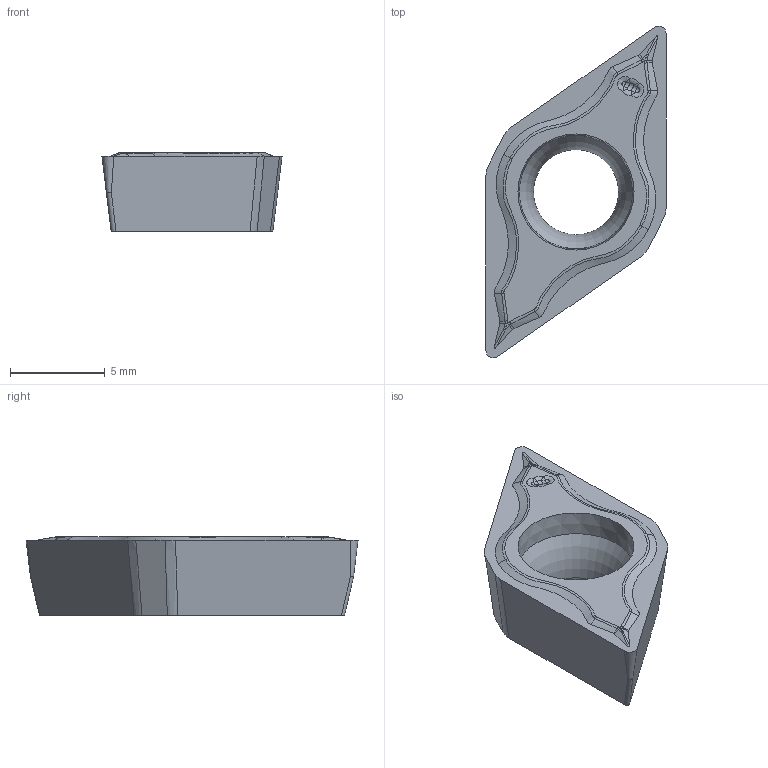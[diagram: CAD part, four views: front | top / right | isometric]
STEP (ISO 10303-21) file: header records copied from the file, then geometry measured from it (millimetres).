
FILE_DESCRIPTION(/* description */ (''),/* implementation_level */ '2;1');
FILE_NAME(/* name */ 'DCMT11T304E_FM_115002973ndi000_00_SIM.stp',/* time_stamp */ '2022-01-17T10:53:08+01:00',/* author */ (''),/* organization */ (''),/* preprocessor_version */ 'ST-DEVELOPER v16.7',/* originating_system */ 'SIEMENS PLM Software NX 12.0',/* authorisation */ '');
FILE_SCHEMA (('AUTOMOTIVE_DESIGN { 1 0 10303 214 3 1 1 1 }'));
Length unit declared in the file: millimetre
Products named in the file (1): wq7019DC59D1uag4
Bounding box: 9.53 x 17.56 x 4.17 mm (x, y, z)
Volume: 312.6 mm3; surface area: 396.4 mm2
Topology: 1 solids, 1 shells, 71 faces, 176 edges, 107 vertices
Faces by surface type: bspline 34, plane 13, cylinder 9, sphere 7, torus 5, cone 3
Full cylindrical faces by diameter (mm): 4.5 x1
Entity records: 4380 total; most frequent: CARTESIAN_POINT 2984, ORIENTED_EDGE 336, DIRECTION 208, EDGE_CURVE 168, VERTEX_POINT 104, AXIS2_PLACEMENT_3D 88, EDGE_LOOP 78, ADVANCED_FACE 71
